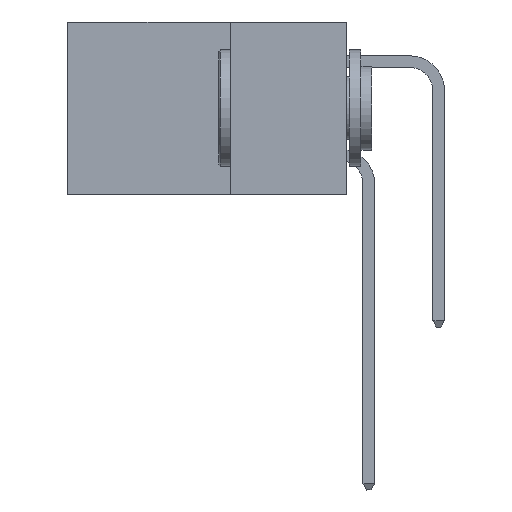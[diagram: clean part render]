
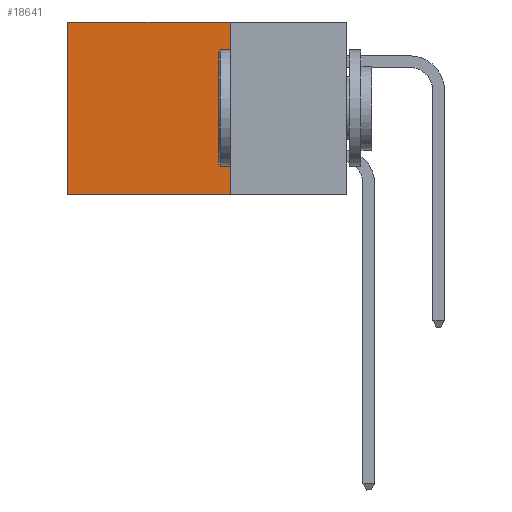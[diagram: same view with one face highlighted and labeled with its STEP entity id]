
A CAD part, left-side view. The second image highlights one B-rep face of the part: STEP entity #18641.
In plain terms, the highlighted planar face has unit normal (-1, 0, 0).
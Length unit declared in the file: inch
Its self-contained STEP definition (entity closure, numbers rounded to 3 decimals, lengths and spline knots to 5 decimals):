
#749 = DIRECTION ( 'NONE',  ( 0., 0., -1. ) ) ;
#1330 = DIRECTION ( 'NONE',  ( 0., 1., 0. ) ) ;
#5779 = LINE ( 'NONE', #23703, #40519 ) ;
#6188 = FACE_OUTER_BOUND ( 'NONE', #26057, .T. ) ;
#6614 = PLANE ( 'NONE',  #39066 ) ;
#6933 = ORIENTED_EDGE ( 'NONE', *, *, #7891, .T. ) ;
#7891 = EDGE_CURVE ( 'NONE', #8270, #29983, #42008, .T. ) ;
#8025 = CARTESIAN_POINT ( 'NONE',  ( 0.2875, 0.6, -0.37 ) ) ;
#8270 = VERTEX_POINT ( 'NONE', #26993 ) ;
#10647 = VERTEX_POINT ( 'NONE', #8025 ) ;
#11231 = ORIENTED_EDGE ( 'NONE', *, *, #14383, .F. ) ;
#13502 = CARTESIAN_POINT ( 'NONE',  ( 0.2875, 0.25, 0. ) ) ;
#14383 = EDGE_CURVE ( 'NONE', #8270, #17142, #5779, .T. ) ;
#15697 = ORIENTED_EDGE ( 'NONE', *, *, #29296, .T. ) ;
#16910 = VECTOR ( 'NONE', #38117, 39.37008 ) ;
#16929 = DIRECTION ( 'NONE',  ( 0., 0., -1. ) ) ;
#17142 = VERTEX_POINT ( 'NONE', #29421 ) ;
#18641 = ADVANCED_FACE ( 'NONE', ( #6188 ), #6614, .F. ) ;
#18811 = ORIENTED_EDGE ( 'NONE', *, *, #31739, .F. ) ;
#21521 = CARTESIAN_POINT ( 'NONE',  ( 0.2875, 0.25, -0.37 ) ) ;
#23703 = CARTESIAN_POINT ( 'NONE',  ( 0.2875, 0.25, 0. ) ) ;
#24656 = CARTESIAN_POINT ( 'NONE',  ( 0.2875, 0.6, 0. ) ) ;
#25226 = CARTESIAN_POINT ( 'NONE',  ( 0.2875, 0.25, 0. ) ) ;
#26057 = EDGE_LOOP ( 'NONE', ( #15697, #18811, #11231, #6933 ) ) ;
#26993 = CARTESIAN_POINT ( 'NONE',  ( 0.2875, 0.25, 0. ) ) ;
#29296 = EDGE_CURVE ( 'NONE', #29983, #10647, #36954, .T. ) ;
#29421 = CARTESIAN_POINT ( 'NONE',  ( 0.2875, 0.25, -0.37 ) ) ;
#29983 = VERTEX_POINT ( 'NONE', #41330 ) ;
#30245 = VECTOR ( 'NONE', #749, 39.37008 ) ;
#31739 = EDGE_CURVE ( 'NONE', #17142, #10647, #43527, .T. ) ;
#33228 = VECTOR ( 'NONE', #1330, 39.37008 ) ;
#36954 = LINE ( 'NONE', #24656, #30245 ) ;
#36961 = DIRECTION ( 'NONE',  ( 1., 0., 0. ) ) ;
#36976 = DIRECTION ( 'NONE',  ( 0., 0., -1. ) ) ;
#38117 = DIRECTION ( 'NONE',  ( 0., 1., 0. ) ) ;
#39066 = AXIS2_PLACEMENT_3D ( 'NONE', #13502, #36961, #16929 ) ;
#40519 = VECTOR ( 'NONE', #36976, 39.37008 ) ;
#41330 = CARTESIAN_POINT ( 'NONE',  ( 0.2875, 0.6, 0. ) ) ;
#42008 = LINE ( 'NONE', #25226, #33228 ) ;
#43527 = LINE ( 'NONE', #21521, #16910 ) ;
